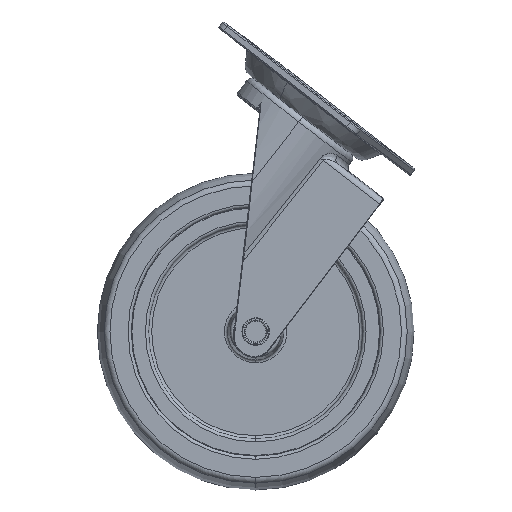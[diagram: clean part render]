
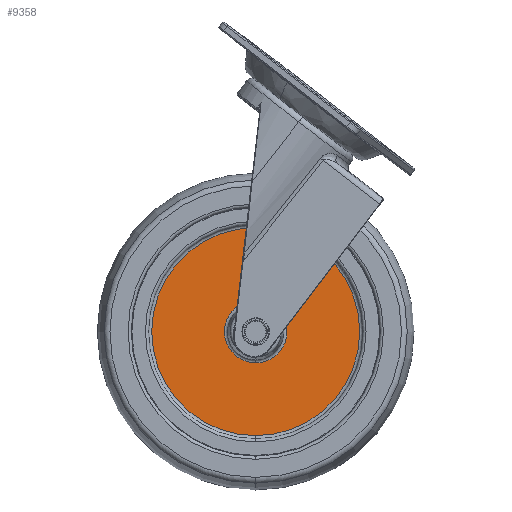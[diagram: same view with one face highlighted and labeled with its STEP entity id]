
A CAD part, front view. The second image highlights one B-rep face of the part: STEP entity #9358.
In plain terms, the highlighted planar face has unit normal (0, -1, 0).
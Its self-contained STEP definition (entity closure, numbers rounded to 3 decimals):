
#871 = AXIS2_PLACEMENT_3D ( 'NONE', #2666, #2667, #2668 ) ;
#875 = AXIS2_PLACEMENT_3D ( 'NONE', #2673, #2681, #2682 ) ;
#886 = AXIS2_PLACEMENT_3D ( 'NONE', #2711, #2718, #2719 ) ;
#890 = AXIS2_PLACEMENT_3D ( 'NONE', #2723, #2730, #2731 ) ;
#2666 = CARTESIAN_POINT ( 'NONE',  ( 0., -2., 0. ) ) ;
#2667 = DIRECTION ( 'NONE',  ( 0., 1., 0. ) ) ;
#2668 = DIRECTION ( 'NONE',  ( 0., 0., 1. ) ) ;
#2673 = CARTESIAN_POINT ( 'NONE',  ( 0., -2., 0. ) ) ;
#2681 = DIRECTION ( 'NONE',  ( 0., 1., 0. ) ) ;
#2682 = DIRECTION ( 'NONE',  ( 0., 0., 1. ) ) ;
#2711 = CARTESIAN_POINT ( 'NONE',  ( 0., -2., 0. ) ) ;
#2718 = DIRECTION ( 'NONE',  ( 0., 1., 0. ) ) ;
#2719 = DIRECTION ( 'NONE',  ( 0., 0., 1. ) ) ;
#2723 = CARTESIAN_POINT ( 'NONE',  ( 0., -2., 0. ) ) ;
#2730 = DIRECTION ( 'NONE',  ( 0., 1., 0. ) ) ;
#2731 = DIRECTION ( 'NONE',  ( 0., 0., 1. ) ) ;
#3685 = CIRCLE ( 'NONE', #871, 33. ) ;
#3692 = CIRCLE ( 'NONE', #875, 9.909 ) ;
#3704 = CIRCLE ( 'NONE', #886, 9.909 ) ;
#3708 = CIRCLE ( 'NONE', #890, 33. ) ;
#5782 = EDGE_CURVE ( 'NONE', #7894, #7885, #3685, .T. ) ;
#5794 = EDGE_CURVE ( 'NONE', #7891, #7893, #3692, .T. ) ;
#5825 = EDGE_CURVE ( 'NONE', #7893, #7891, #3704, .T. ) ;
#5832 = EDGE_CURVE ( 'NONE', #7885, #7894, #3708, .T. ) ;
#6930 = CARTESIAN_POINT ( 'NONE',  ( 9.909, -2., 0. ) ) ;
#6935 = PLANE ( 'NONE',  #10823 ) ;
#6937 = DIRECTION ( 'NONE',  ( 0., 1., 0. ) ) ;
#6938 = DIRECTION ( 'NONE',  ( 0., 0., 1. ) ) ;
#7885 = VERTEX_POINT ( 'NONE', #15832 ) ;
#7891 = VERTEX_POINT ( 'NONE', #15838 ) ;
#7893 = VERTEX_POINT ( 'NONE', #15840 ) ;
#7894 = VERTEX_POINT ( 'NONE', #15841 ) ;
#9358 = ADVANCED_FACE ( 'NONE', ( #11230, #11231 ), #6935, .F. ) ;
#10640 = EDGE_LOOP ( 'NONE', ( #17319, #17320 ) ) ;
#10659 = EDGE_LOOP ( 'NONE', ( #17321, #17322 ) ) ;
#10823 = AXIS2_PLACEMENT_3D ( 'NONE', #6930, #6937, #6938 ) ;
#11230 = FACE_OUTER_BOUND ( 'NONE', #10640, .T. ) ;
#11231 = FACE_BOUND ( 'NONE', #10659, .T. ) ;
#15832 = CARTESIAN_POINT ( 'NONE',  ( 0., -2., 33. ) ) ;
#15838 = CARTESIAN_POINT ( 'NONE',  ( 0., -2., -9.909 ) ) ;
#15840 = CARTESIAN_POINT ( 'NONE',  ( 0., -2., 9.909 ) ) ;
#15841 = CARTESIAN_POINT ( 'NONE',  ( 0., -2., -33. ) ) ;
#17319 = ORIENTED_EDGE ( 'NONE', *, *, #5832, .F. ) ;
#17320 = ORIENTED_EDGE ( 'NONE', *, *, #5782, .F. ) ;
#17321 = ORIENTED_EDGE ( 'NONE', *, *, #5825, .T. ) ;
#17322 = ORIENTED_EDGE ( 'NONE', *, *, #5794, .T. ) ;
